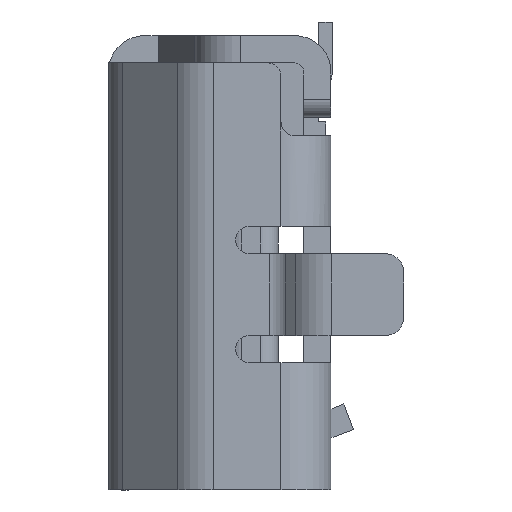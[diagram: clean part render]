
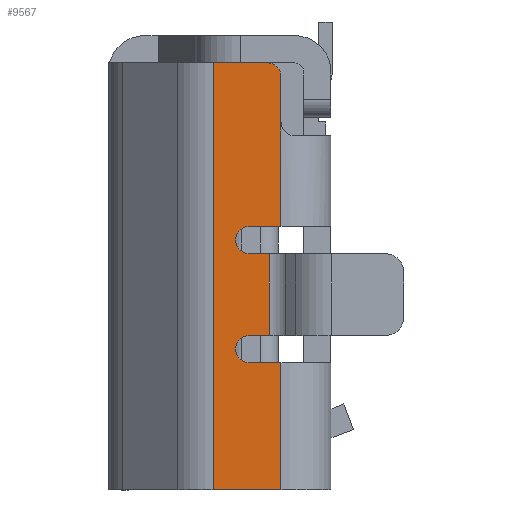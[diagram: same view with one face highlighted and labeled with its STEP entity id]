
A CAD part, left-side view. The second image highlights one B-rep face of the part: STEP entity #9567.
In plain terms, the highlighted planar face has unit normal (-1, 0, 0).
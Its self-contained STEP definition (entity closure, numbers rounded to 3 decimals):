
#72 = CARTESIAN_POINT ( 'NONE',  ( -3.75, 0.6, -0.6 ) ) ;
#77 = EDGE_CURVE ( 'NONE', #3163, #5787, #6304, .T. ) ;
#151 = DIRECTION ( 'NONE',  ( 0., 0., -1. ) ) ;
#180 = CARTESIAN_POINT ( 'NONE',  ( -3.75, 0.378, -1.8 ) ) ;
#269 = CARTESIAN_POINT ( 'NONE',  ( -3.75, 0.25, -0.6 ) ) ;
#272 = AXIS2_PLACEMENT_3D ( 'NONE', #8144, #6344, #11157 ) ;
#333 = EDGE_CURVE ( 'NONE', #6397, #11143, #3969, .T. ) ;
#353 = DIRECTION ( 'NONE',  ( 0., -1., 0. ) ) ;
#388 = CIRCLE ( 'NONE', #3645, 0.15 ) ;
#904 = CARTESIAN_POINT ( 'NONE',  ( -3.75, -0.3, -2.1 ) ) ;
#912 = ORIENTED_EDGE ( 'NONE', *, *, #2543, .T. ) ;
#937 = LINE ( 'NONE', #6369, #11733 ) ;
#957 = AXIS2_PLACEMENT_3D ( 'NONE', #5542, #1586, #3529 ) ;
#999 = EDGE_LOOP ( 'NONE', ( #9960, #8572, #2850, #1167, #1245, #9205, #4318, #3891, #912, #4509, #1145, #2668, #11144, #4267, #4430, #1976 ) ) ;
#1127 = EDGE_CURVE ( 'NONE', #12274, #2042, #3897, .T. ) ;
#1145 = ORIENTED_EDGE ( 'NONE', *, *, #1589, .T. ) ;
#1167 = ORIENTED_EDGE ( 'NONE', *, *, #10217, .F. ) ;
#1245 = ORIENTED_EDGE ( 'NONE', *, *, #2910, .F. ) ;
#1280 = DIRECTION ( 'NONE',  ( 0., 1., 0. ) ) ;
#1416 = LINE ( 'NONE', #11738, #7660 ) ;
#1512 = DIRECTION ( 'NONE',  ( 1., 0., 0. ) ) ;
#1563 = DIRECTION ( 'NONE',  ( 0., 0., -1. ) ) ;
#1586 = DIRECTION ( 'NONE',  ( 1., 0., 0. ) ) ;
#1589 = EDGE_CURVE ( 'NONE', #12274, #5520, #3283, .T. ) ;
#1673 = EDGE_CURVE ( 'NONE', #9170, #9455, #9743, .T. ) ;
#1900 = EDGE_CURVE ( 'NONE', #4440, #3163, #9138, .T. ) ;
#1940 = VECTOR ( 'NONE', #1280, 1000. ) ;
#1976 = ORIENTED_EDGE ( 'NONE', *, *, #333, .F. ) ;
#2009 = CARTESIAN_POINT ( 'NONE',  ( -3.75, 0.25, 0.55 ) ) ;
#2042 = VERTEX_POINT ( 'NONE', #4343 ) ;
#2342 = CARTESIAN_POINT ( 'NONE',  ( -3.75, 0.25, -3.5 ) ) ;
#2466 = DIRECTION ( 'NONE',  ( 0., 1., 0. ) ) ;
#2492 = CARTESIAN_POINT ( 'NONE',  ( -3.75, 0.996, -3.5 ) ) ;
#2519 = CARTESIAN_POINT ( 'NONE',  ( -3.75, 0.25, 1.05 ) ) ;
#2543 = EDGE_CURVE ( 'NONE', #4587, #2042, #10341, .T. ) ;
#2596 = LINE ( 'NONE', #8649, #9801 ) ;
#2668 = ORIENTED_EDGE ( 'NONE', *, *, #3224, .F. ) ;
#2850 = ORIENTED_EDGE ( 'NONE', *, *, #5963, .F. ) ;
#2874 = VERTEX_POINT ( 'NONE', #11185 ) ;
#2910 = EDGE_CURVE ( 'NONE', #9003, #7281, #7198, .T. ) ;
#3034 = LINE ( 'NONE', #4077, #5369 ) ;
#3045 = VECTOR ( 'NONE', #3591, 1000. ) ;
#3117 = DIRECTION ( 'NONE',  ( 1., 0., 0. ) ) ;
#3124 = EDGE_CURVE ( 'NONE', #2874, #4587, #388, .T. ) ;
#3148 = LINE ( 'NONE', #6222, #5070 ) ;
#3163 = VERTEX_POINT ( 'NONE', #6860 ) ;
#3185 = VECTOR ( 'NONE', #7331, 1000. ) ;
#3224 = EDGE_CURVE ( 'NONE', #4440, #5520, #1416, .T. ) ;
#3283 = LINE ( 'NONE', #5640, #5332 ) ;
#3529 = DIRECTION ( 'NONE',  ( 0., 0., -1. ) ) ;
#3591 = DIRECTION ( 'NONE',  ( 0., -1., 0. ) ) ;
#3626 = AXIS2_PLACEMENT_3D ( 'NONE', #10124, #1512, #4480 ) ;
#3645 = AXIS2_PLACEMENT_3D ( 'NONE', #6814, #3117, #5020 ) ;
#3891 = ORIENTED_EDGE ( 'NONE', *, *, #3124, .T. ) ;
#3897 = LINE ( 'NONE', #6745, #1940 ) ;
#3969 = LINE ( 'NONE', #7836, #6742 ) ;
#4014 = AXIS2_PLACEMENT_3D ( 'NONE', #5848, #4080, #151 ) ;
#4077 = CARTESIAN_POINT ( 'NONE',  ( -3.75, 0.75, 1.2 ) ) ;
#4080 = DIRECTION ( 'NONE',  ( -1., 0., 0. ) ) ;
#4267 = ORIENTED_EDGE ( 'NONE', *, *, #77, .T. ) ;
#4318 = ORIENTED_EDGE ( 'NONE', *, *, #5682, .F. ) ;
#4343 = CARTESIAN_POINT ( 'NONE',  ( -3.75, 0.6, -1.8 ) ) ;
#4430 = ORIENTED_EDGE ( 'NONE', *, *, #11360, .F. ) ;
#4440 = VERTEX_POINT ( 'NONE', #11608 ) ;
#4445 = CARTESIAN_POINT ( 'NONE',  ( -3.75, 0.378, -0.9 ) ) ;
#4480 = DIRECTION ( 'NONE',  ( 0., 0., -1. ) ) ;
#4509 = ORIENTED_EDGE ( 'NONE', *, *, #1127, .F. ) ;
#4542 = DIRECTION ( 'NONE',  ( 0., 1., 0. ) ) ;
#4570 = AXIS2_PLACEMENT_3D ( 'NONE', #4880, #9591, #7668 ) ;
#4587 = VERTEX_POINT ( 'NONE', #5081 ) ;
#4880 = CARTESIAN_POINT ( 'NONE',  ( -3.75, 0.6, -1.95 ) ) ;
#5020 = DIRECTION ( 'NONE',  ( 0., 0., -1. ) ) ;
#5070 = VECTOR ( 'NONE', #2466, 1000. ) ;
#5081 = CARTESIAN_POINT ( 'NONE',  ( -3.75, 0.75, -1.95 ) ) ;
#5332 = VECTOR ( 'NONE', #6620, 1000. ) ;
#5369 = VECTOR ( 'NONE', #353, 1000. ) ;
#5383 = LINE ( 'NONE', #904, #3045 ) ;
#5520 = VERTEX_POINT ( 'NONE', #4445 ) ;
#5542 = CARTESIAN_POINT ( 'NONE',  ( -3.75, 0.6, -0.75 ) ) ;
#5560 = EDGE_CURVE ( 'NONE', #9644, #9003, #937, .T. ) ;
#5640 = CARTESIAN_POINT ( 'NONE',  ( -3.75, 0.378, -0.9 ) ) ;
#5682 = EDGE_CURVE ( 'NONE', #2874, #9644, #5383, .T. ) ;
#5787 = VERTEX_POINT ( 'NONE', #72 ) ;
#5848 = CARTESIAN_POINT ( 'NONE',  ( -3.75, 0.4, 1.05 ) ) ;
#5963 = EDGE_CURVE ( 'NONE', #6523, #9455, #3034, .T. ) ;
#6023 = DIRECTION ( 'NONE',  ( 0., 0., -1. ) ) ;
#6058 = CARTESIAN_POINT ( 'NONE',  ( -3.75, 0.996, 1.2 ) ) ;
#6222 = CARTESIAN_POINT ( 'NONE',  ( -3.75, -0.3, -0.6 ) ) ;
#6304 = CIRCLE ( 'NONE', #957, 0.15 ) ;
#6344 = DIRECTION ( 'NONE',  ( 1., 0., 0. ) ) ;
#6369 = CARTESIAN_POINT ( 'NONE',  ( -3.75, 0.25, -1.8 ) ) ;
#6397 = VERTEX_POINT ( 'NONE', #2009 ) ;
#6523 = VERTEX_POINT ( 'NONE', #6058 ) ;
#6620 = DIRECTION ( 'NONE',  ( 0., 0., 1. ) ) ;
#6742 = VECTOR ( 'NONE', #6023, 1000. ) ;
#6745 = CARTESIAN_POINT ( 'NONE',  ( -3.75, 0.75, -1.8 ) ) ;
#6774 = VECTOR ( 'NONE', #4542, 1000. ) ;
#6814 = CARTESIAN_POINT ( 'NONE',  ( -3.75, 0.6, -1.95 ) ) ;
#6860 = CARTESIAN_POINT ( 'NONE',  ( -3.75, 0.75, -0.75 ) ) ;
#7198 = LINE ( 'NONE', #9202, #6774 ) ;
#7202 = CARTESIAN_POINT ( 'NONE',  ( -3.75, 0.25, -2.1 ) ) ;
#7281 = VERTEX_POINT ( 'NONE', #2492 ) ;
#7331 = DIRECTION ( 'NONE',  ( 0., 0., 1. ) ) ;
#7660 = VECTOR ( 'NONE', #8932, 1000. ) ;
#7668 = DIRECTION ( 'NONE',  ( 0., 0., -1. ) ) ;
#7836 = CARTESIAN_POINT ( 'NONE',  ( -3.75, 0.25, -3.5 ) ) ;
#8144 = CARTESIAN_POINT ( 'NONE',  ( -3.75, 0.75, -1.8 ) ) ;
#8572 = ORIENTED_EDGE ( 'NONE', *, *, #1673, .T. ) ;
#8621 = LINE ( 'NONE', #12168, #3185 ) ;
#8649 = CARTESIAN_POINT ( 'NONE',  ( -3.75, 0.25, -1.8 ) ) ;
#8932 = DIRECTION ( 'NONE',  ( 0., -1., 0. ) ) ;
#9003 = VERTEX_POINT ( 'NONE', #2342 ) ;
#9043 = DIRECTION ( 'NONE',  ( 0., 0., -1. ) ) ;
#9138 = CIRCLE ( 'NONE', #3626, 0.15 ) ;
#9170 = VERTEX_POINT ( 'NONE', #2519 ) ;
#9202 = CARTESIAN_POINT ( 'NONE',  ( -3.75, 0.75, -3.5 ) ) ;
#9205 = ORIENTED_EDGE ( 'NONE', *, *, #5560, .F. ) ;
#9455 = VERTEX_POINT ( 'NONE', #11766 ) ;
#9567 = ADVANCED_FACE ( 'NONE', ( #10299 ), #11061, .F. ) ;
#9591 = DIRECTION ( 'NONE',  ( 1., 0., 0. ) ) ;
#9644 = VERTEX_POINT ( 'NONE', #7202 ) ;
#9743 = CIRCLE ( 'NONE', #4014, 0.15 ) ;
#9801 = VECTOR ( 'NONE', #9043, 1000. ) ;
#9960 = ORIENTED_EDGE ( 'NONE', *, *, #10315, .F. ) ;
#10124 = CARTESIAN_POINT ( 'NONE',  ( -3.75, 0.6, -0.75 ) ) ;
#10217 = EDGE_CURVE ( 'NONE', #7281, #6523, #8621, .T. ) ;
#10299 = FACE_OUTER_BOUND ( 'NONE', #999, .T. ) ;
#10315 = EDGE_CURVE ( 'NONE', #9170, #6397, #2596, .T. ) ;
#10341 = CIRCLE ( 'NONE', #4570, 0.15 ) ;
#11061 = PLANE ( 'NONE',  #272 ) ;
#11143 = VERTEX_POINT ( 'NONE', #269 ) ;
#11144 = ORIENTED_EDGE ( 'NONE', *, *, #1900, .T. ) ;
#11157 = DIRECTION ( 'NONE',  ( 0., 0., -1. ) ) ;
#11185 = CARTESIAN_POINT ( 'NONE',  ( -3.75, 0.6, -2.1 ) ) ;
#11360 = EDGE_CURVE ( 'NONE', #11143, #5787, #3148, .T. ) ;
#11608 = CARTESIAN_POINT ( 'NONE',  ( -3.75, 0.6, -0.9 ) ) ;
#11733 = VECTOR ( 'NONE', #1563, 1000. ) ;
#11738 = CARTESIAN_POINT ( 'NONE',  ( -3.75, 0.75, -0.9 ) ) ;
#11766 = CARTESIAN_POINT ( 'NONE',  ( -3.75, 0.4, 1.2 ) ) ;
#12168 = CARTESIAN_POINT ( 'NONE',  ( -3.75, 0.996, -3.5 ) ) ;
#12274 = VERTEX_POINT ( 'NONE', #180 ) ;
